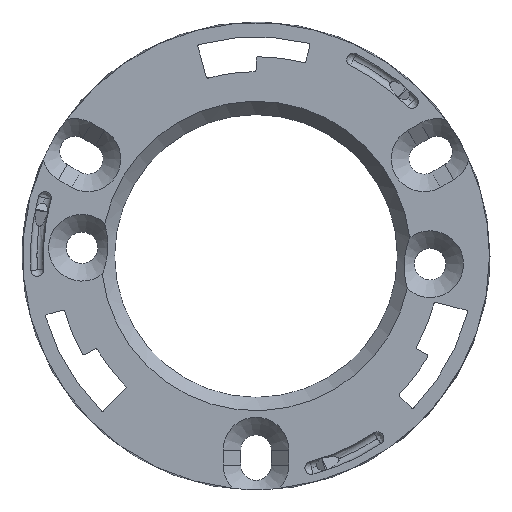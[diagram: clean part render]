
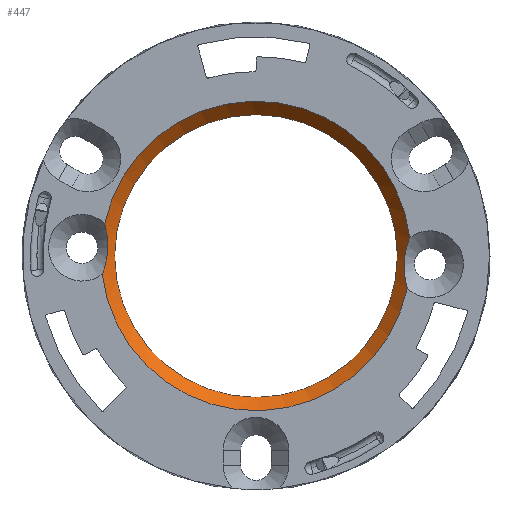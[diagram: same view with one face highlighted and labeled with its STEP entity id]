
A CAD part, top view. The second image highlights one B-rep face of the part: STEP entity #447.
In plain terms, the highlighted conical face has half-angle 40 degrees and reference radius 14.2 mm.
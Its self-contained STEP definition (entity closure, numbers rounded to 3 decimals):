
#447=ADVANCED_FACE('',(#951,#952),#953,.F.);
#951=FACE_OUTER_BOUND('',#2357,.T.);
#952=FACE_BOUND('',#2358,.T.);
#953=CONICAL_SURFACE('',#2359,14.2,0.698);
#2357=EDGE_LOOP('',(#3886,#3887,#3888,#3889));
#2358=EDGE_LOOP('',(#3890,#3891));
#2359=AXIS2_PLACEMENT_3D('',#3892,#3893,#3894);
#3886=ORIENTED_EDGE('',*,*,#4476,.F.);
#3887=ORIENTED_EDGE('',*,*,#4824,.T.);
#3888=ORIENTED_EDGE('',*,*,#4474,.F.);
#3889=ORIENTED_EDGE('',*,*,#4310,.T.);
#3890=ORIENTED_EDGE('',*,*,#4825,.F.);
#3891=ORIENTED_EDGE('',*,*,#4826,.F.);
#3892=CARTESIAN_POINT('',(0.,0.,0.4));
#3893=DIRECTION('',(-0.0,-0.0,1.0));
#3894=DIRECTION('',(1.0,0.0,0.0));
#4310=EDGE_CURVE('',#5006,#5007,#5008,.T.);
#4474=EDGE_CURVE('',#5006,#5284,#5285,.F.);
#4476=EDGE_CURVE('',#5286,#5007,#5288,.F.);
#4824=EDGE_CURVE('',#5286,#5284,#5791,.T.);
#4825=EDGE_CURVE('',#5792,#5793,#5794,.T.);
#4826=EDGE_CURVE('',#5793,#5792,#5795,.T.);
#5006=VERTEX_POINT('',#6105);
#5007=VERTEX_POINT('',#6106);
#5008=B_SPLINE_CURVE_WITH_KNOTS('',3,(#6107,#6108,#6109,#6110,#6111,#6112,#6113,#6114,#6115,#6116,#6117,#6118,#6119,#6120,#6121,#6122),.UNSPECIFIED.,.F.,.F.,(4,2,2,2,2,2,2,4),(0.0,0.001,0.002,0.003,0.003,0.004,0.005,0.005),.UNSPECIFIED.);
#5284=VERTEX_POINT('',#6756);
#5285=CIRCLE('',#6757,15.543);
#5286=VERTEX_POINT('',#6758);
#5288=CIRCLE('',#6760,15.543);
#5791=B_SPLINE_CURVE_WITH_KNOTS('',3,(#7605,#7606,#7607,#7608,#7609,#7610,#7611,#7612,#7613,#7614,#7615,#7616,#7617,#7618,#7619,#7620),.UNSPECIFIED.,.F.,.F.,(4,2,2,2,2,2,2,4),(0.0,0.001,0.002,0.003,0.003,0.004,0.005,0.005),.UNSPECIFIED.);
#5792=VERTEX_POINT('',#7621);
#5793=VERTEX_POINT('',#7622);
#5794=CIRCLE('',#7623,14.2);
#5795=CIRCLE('',#7624,14.2);
#6105=CARTESIAN_POINT('',(-15.194,3.273,2.0));
#6106=CARTESIAN_POINT('',(-15.435,-1.828,2.0));
#6107=CARTESIAN_POINT('',(-15.194,3.273,2.0));
#6108=CARTESIAN_POINT('',(-15.093,2.883,1.784));
#6109=CARTESIAN_POINT('',(-15.007,2.48,1.598));
#6110=CARTESIAN_POINT('',(-14.923,1.84,1.394));
#6111=CARTESIAN_POINT('',(-14.902,1.62,1.339));
#6112=CARTESIAN_POINT('',(-14.88,1.166,1.263));
#6113=CARTESIAN_POINT('',(-14.88,0.94,1.243));
#6114=CARTESIAN_POINT('',(-14.9,0.486,1.242));
#6115=CARTESIAN_POINT('',(-14.922,0.257,1.261));
#6116=CARTESIAN_POINT('',(-14.985,-0.191,1.335));
#6117=CARTESIAN_POINT('',(-15.026,-0.408,1.389));
#6118=CARTESIAN_POINT('',(-15.122,-0.833,1.525));
#6119=CARTESIAN_POINT('',(-15.178,-1.041,1.607));
#6120=CARTESIAN_POINT('',(-15.3,-1.443,1.79));
#6121=CARTESIAN_POINT('',(-15.366,-1.638,1.892));
#6122=CARTESIAN_POINT('',(-15.435,-1.828,2.0));
#6756=CARTESIAN_POINT('',(15.435,1.828,2.0));
#6757=AXIS2_PLACEMENT_3D('',#8042,#8043,#8044);
#6758=CARTESIAN_POINT('',(15.194,-3.273,2.0));
#6760=AXIS2_PLACEMENT_3D('',#8048,#8049,#8050);
#7605=CARTESIAN_POINT('',(15.194,-3.273,2.0));
#7606=CARTESIAN_POINT('',(15.093,-2.883,1.784));
#7607=CARTESIAN_POINT('',(15.007,-2.48,1.598));
#7608=CARTESIAN_POINT('',(14.923,-1.84,1.394));
#7609=CARTESIAN_POINT('',(14.902,-1.62,1.339));
#7610=CARTESIAN_POINT('',(14.88,-1.166,1.263));
#7611=CARTESIAN_POINT('',(14.88,-0.94,1.243));
#7612=CARTESIAN_POINT('',(14.9,-0.486,1.242));
#7613=CARTESIAN_POINT('',(14.922,-0.257,1.261));
#7614=CARTESIAN_POINT('',(14.985,0.191,1.335));
#7615=CARTESIAN_POINT('',(15.026,0.408,1.389));
#7616=CARTESIAN_POINT('',(15.122,0.833,1.525));
#7617=CARTESIAN_POINT('',(15.178,1.041,1.607));
#7618=CARTESIAN_POINT('',(15.3,1.443,1.79));
#7619=CARTESIAN_POINT('',(15.366,1.638,1.892));
#7620=CARTESIAN_POINT('',(15.435,1.828,2.0));
#7621=CARTESIAN_POINT('',(14.2,0.,0.4));
#7622=CARTESIAN_POINT('',(-14.2,0.,0.4));
#7623=AXIS2_PLACEMENT_3D('',#8527,#8528,#8529);
#7624=AXIS2_PLACEMENT_3D('',#8530,#8531,#8532);
#8042=CARTESIAN_POINT('',(0.,0.,2.0));
#8043=DIRECTION('',(0.0,0.0,1.0));
#8044=DIRECTION('',(1.0,0.0,0.0));
#8048=CARTESIAN_POINT('',(0.,0.,2.0));
#8049=DIRECTION('',(0.0,0.0,1.0));
#8050=DIRECTION('',(1.0,0.0,0.0));
#8527=CARTESIAN_POINT('',(0.,0.,0.4));
#8528=DIRECTION('',(0.0,0.0,1.0));
#8529=DIRECTION('',(1.0,0.0,0.0));
#8530=CARTESIAN_POINT('',(0.,0.,0.4));
#8531=DIRECTION('',(0.0,0.0,1.0));
#8532=DIRECTION('',(1.0,0.0,0.0));
